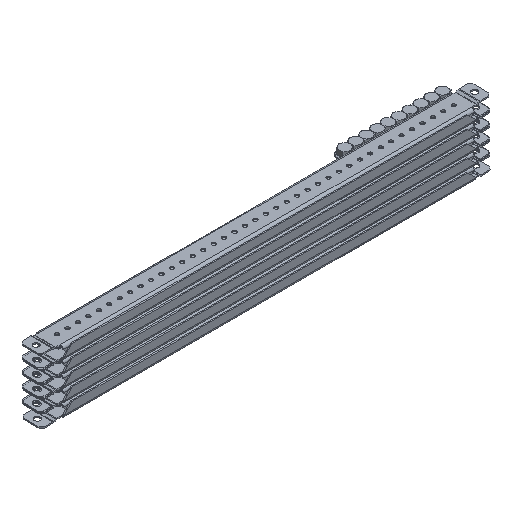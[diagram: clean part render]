
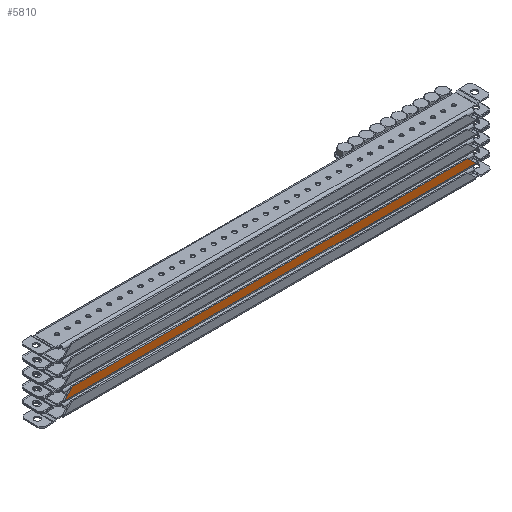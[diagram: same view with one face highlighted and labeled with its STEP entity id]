
A CAD part, isometric view. The second image highlights one B-rep face of the part: STEP entity #5810.
In plain terms, the highlighted planar face has unit normal (0, -1, 0).
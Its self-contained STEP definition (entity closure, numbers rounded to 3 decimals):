
#58 = FACE_OUTER_BOUND ( 'NONE', #135, .T. ) ;
#68 = VERTEX_POINT ( 'NONE', #1005 ) ;
#107 = CARTESIAN_POINT ( 'NONE',  ( -246., -15.9, -2. ) ) ;
#135 = EDGE_LOOP ( 'NONE', ( #1231, #4278, #1936, #4956, #1262, #1476 ) ) ;
#463 = EDGE_CURVE ( 'NONE', #2328, #6452, #6506, .T. ) ;
#538 = EDGE_CURVE ( 'NONE', #1327, #2924, #628, .T. ) ;
#600 = DIRECTION ( 'NONE',  ( 1., 0., 0. ) ) ;
#628 = LINE ( 'NONE', #738, #3734 ) ;
#675 = LINE ( 'NONE', #5616, #4033 ) ;
#712 = CARTESIAN_POINT ( 'NONE',  ( 246., -15.9, -2.6 ) ) ;
#738 = CARTESIAN_POINT ( 'NONE',  ( 246., -15.9, -11.6 ) ) ;
#1005 = CARTESIAN_POINT ( 'NONE',  ( 237., -15.9, -11.6 ) ) ;
#1018 = VECTOR ( 'NONE', #5429, 1000. ) ;
#1231 = ORIENTED_EDGE ( 'NONE', *, *, #3633, .F. ) ;
#1262 = ORIENTED_EDGE ( 'NONE', *, *, #4243, .F. ) ;
#1327 = VERTEX_POINT ( 'NONE', #5088 ) ;
#1405 = DIRECTION ( 'NONE',  ( -1., 0., 0. ) ) ;
#1453 = PLANE ( 'NONE',  #4707 ) ;
#1476 = ORIENTED_EDGE ( 'NONE', *, *, #463, .T. ) ;
#1627 = DIRECTION ( 'NONE',  ( 0., 0., 1. ) ) ;
#1682 = CARTESIAN_POINT ( 'NONE',  ( 246., -15.9, -2.6 ) ) ;
#1936 = ORIENTED_EDGE ( 'NONE', *, *, #538, .F. ) ;
#2275 = CARTESIAN_POINT ( 'NONE',  ( -237., -15.9, -11.6 ) ) ;
#2280 = VECTOR ( 'NONE', #1627, 1000. ) ;
#2328 = VERTEX_POINT ( 'NONE', #5505 ) ;
#2583 = VECTOR ( 'NONE', #2846, 1000. ) ;
#2751 = CARTESIAN_POINT ( 'NONE',  ( 246., -15.9, -2. ) ) ;
#2846 = DIRECTION ( 'NONE',  ( 0.707, 0., -0.707 ) ) ;
#2869 = DIRECTION ( 'NONE',  ( 0., 0., -1. ) ) ;
#2924 = VERTEX_POINT ( 'NONE', #712 ) ;
#3445 = CARTESIAN_POINT ( 'NONE',  ( -237., -15.9, -11.6 ) ) ;
#3476 = EDGE_CURVE ( 'NONE', #68, #2924, #3879, .T. ) ;
#3633 = EDGE_CURVE ( 'NONE', #68, #6452, #675, .T. ) ;
#3702 = LINE ( 'NONE', #4857, #2280 ) ;
#3734 = VECTOR ( 'NONE', #2869, 1000. ) ;
#3868 = EDGE_CURVE ( 'NONE', #5314, #1327, #5647, .T. ) ;
#3879 = LINE ( 'NONE', #1682, #1018 ) ;
#4033 = VECTOR ( 'NONE', #1405, 1000. ) ;
#4201 = VECTOR ( 'NONE', #600, 1000. ) ;
#4243 = EDGE_CURVE ( 'NONE', #2328, #5314, #3702, .T. ) ;
#4278 = ORIENTED_EDGE ( 'NONE', *, *, #3476, .T. ) ;
#4707 = AXIS2_PLACEMENT_3D ( 'NONE', #6834, #5198, #5274 ) ;
#4857 = CARTESIAN_POINT ( 'NONE',  ( -246., -15.9, 0. ) ) ;
#4956 = ORIENTED_EDGE ( 'NONE', *, *, #3868, .F. ) ;
#5088 = CARTESIAN_POINT ( 'NONE',  ( 246., -15.9, -2. ) ) ;
#5198 = DIRECTION ( 'NONE',  ( 0., 1., 0. ) ) ;
#5274 = DIRECTION ( 'NONE',  ( 0., 0., -1. ) ) ;
#5314 = VERTEX_POINT ( 'NONE', #107 ) ;
#5429 = DIRECTION ( 'NONE',  ( 0.707, 0., 0.707 ) ) ;
#5505 = CARTESIAN_POINT ( 'NONE',  ( -246., -15.9, -2.6 ) ) ;
#5616 = CARTESIAN_POINT ( 'NONE',  ( -246., -15.9, -11.6 ) ) ;
#5647 = LINE ( 'NONE', #2751, #4201 ) ;
#5810 = ADVANCED_FACE ( 'NONE', ( #58 ), #1453, .F. ) ;
#6452 = VERTEX_POINT ( 'NONE', #3445 ) ;
#6506 = LINE ( 'NONE', #2275, #2583 ) ;
#6834 = CARTESIAN_POINT ( 'NONE',  ( 246., -15.9, 0. ) ) ;
